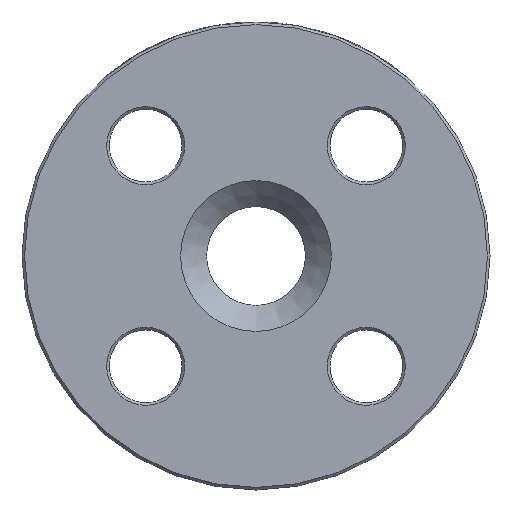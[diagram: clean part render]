
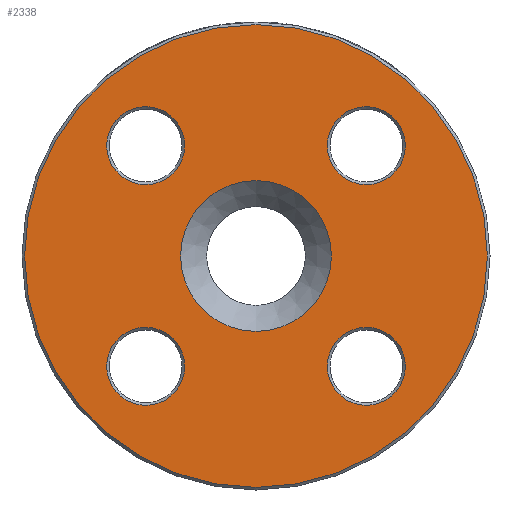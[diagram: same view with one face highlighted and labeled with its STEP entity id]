
A CAD part, left-side view. The second image highlights one B-rep face of the part: STEP entity #2338.
In plain terms, the highlighted planar face has unit normal (-1, 0, 0).
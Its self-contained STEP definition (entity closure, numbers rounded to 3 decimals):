
#61 = AXIS2_PLACEMENT_3D ( 'NONE', #4255, #1148, #2531 ) ;
#122 = VERTEX_POINT ( 'NONE', #3192 ) ;
#125 = EDGE_CURVE ( 'NONE', #2906, #2906, #1281, .T. ) ;
#138 = CIRCLE ( 'NONE', #1589, 7.5 ) ;
#157 = CIRCLE ( 'NONE', #2698, 44.5 ) ;
#212 = FACE_BOUND ( 'NONE', #2420, .T. ) ;
#389 = CARTESIAN_POINT ( 'NONE',  ( 0., 21.213, -21.213 ) ) ;
#424 = CARTESIAN_POINT ( 'NONE',  ( 0., -21.213, 13.713 ) ) ;
#522 = EDGE_LOOP ( 'NONE', ( #2260 ) ) ;
#553 = DIRECTION ( 'NONE',  ( 0., 0., -1. ) ) ;
#597 = EDGE_CURVE ( 'NONE', #122, #122, #4397, .T. ) ;
#857 = VERTEX_POINT ( 'NONE', #1449 ) ;
#1013 = FACE_OUTER_BOUND ( 'NONE', #4281, .T. ) ;
#1119 = DIRECTION ( 'NONE',  ( 0., 0., -1. ) ) ;
#1148 = DIRECTION ( 'NONE',  ( 1., 0., 0. ) ) ;
#1174 = CARTESIAN_POINT ( 'NONE',  ( 0., 21.213, 13.713 ) ) ;
#1251 = EDGE_LOOP ( 'NONE', ( #3093 ) ) ;
#1281 = CIRCLE ( 'NONE', #4191, 7.5 ) ;
#1306 = DIRECTION ( 'NONE',  ( 1., 0., 0. ) ) ;
#1327 = DIRECTION ( 'NONE',  ( 0., 0., -1. ) ) ;
#1336 = EDGE_LOOP ( 'NONE', ( #3544 ) ) ;
#1449 = CARTESIAN_POINT ( 'NONE',  ( 0., -21.213, -28.713 ) ) ;
#1483 = DIRECTION ( 'NONE',  ( 1., 0., 0. ) ) ;
#1497 = CARTESIAN_POINT ( 'NONE',  ( 0., 21.213, -28.713 ) ) ;
#1589 = AXIS2_PLACEMENT_3D ( 'NONE', #4100, #1306, #3836 ) ;
#1596 = DIRECTION ( 'NONE',  ( 1., 0., 0. ) ) ;
#1955 = CIRCLE ( 'NONE', #2307, 7.5 ) ;
#1991 = FACE_BOUND ( 'NONE', #1251, .T. ) ;
#2078 = EDGE_CURVE ( 'NONE', #4259, #4259, #157, .T. ) ;
#2107 = AXIS2_PLACEMENT_3D ( 'NONE', #4098, #4050, #553 ) ;
#2192 = EDGE_CURVE ( 'NONE', #2513, #2513, #2326, .T. ) ;
#2260 = ORIENTED_EDGE ( 'NONE', *, *, #3465, .T. ) ;
#2298 = DIRECTION ( 'NONE',  ( -1., 0., 0. ) ) ;
#2307 = AXIS2_PLACEMENT_3D ( 'NONE', #2594, #1596, #3662 ) ;
#2326 = CIRCLE ( 'NONE', #2925, 7.5 ) ;
#2338 = ADVANCED_FACE ( 'NONE', ( #1991, #1013, #3340, #212, #3383, #3092 ), #3669, .F. ) ;
#2420 = EDGE_LOOP ( 'NONE', ( #2942 ) ) ;
#2513 = VERTEX_POINT ( 'NONE', #1497 ) ;
#2531 = DIRECTION ( 'NONE',  ( 0., 0., -1. ) ) ;
#2584 = CARTESIAN_POINT ( 'NONE',  ( 0., -21.213, 21.213 ) ) ;
#2591 = ORIENTED_EDGE ( 'NONE', *, *, #125, .T. ) ;
#2594 = CARTESIAN_POINT ( 'NONE',  ( 0., -21.213, -21.213 ) ) ;
#2649 = DIRECTION ( 'NONE',  ( 0., 0., -1. ) ) ;
#2698 = AXIS2_PLACEMENT_3D ( 'NONE', #4437, #2298, #1327 ) ;
#2906 = VERTEX_POINT ( 'NONE', #424 ) ;
#2925 = AXIS2_PLACEMENT_3D ( 'NONE', #389, #1483, #1119 ) ;
#2942 = ORIENTED_EDGE ( 'NONE', *, *, #3231, .T. ) ;
#3092 = FACE_BOUND ( 'NONE', #522, .T. ) ;
#3093 = ORIENTED_EDGE ( 'NONE', *, *, #597, .T. ) ;
#3166 = EDGE_LOOP ( 'NONE', ( #2591 ) ) ;
#3192 = CARTESIAN_POINT ( 'NONE',  ( 0., 0., -14.5 ) ) ;
#3231 = EDGE_CURVE ( 'NONE', #857, #857, #1955, .T. ) ;
#3340 = FACE_BOUND ( 'NONE', #3166, .T. ) ;
#3383 = FACE_BOUND ( 'NONE', #1336, .T. ) ;
#3465 = EDGE_CURVE ( 'NONE', #4302, #4302, #138, .T. ) ;
#3544 = ORIENTED_EDGE ( 'NONE', *, *, #2192, .T. ) ;
#3603 = CARTESIAN_POINT ( 'NONE',  ( 0., 0., -44.5 ) ) ;
#3662 = DIRECTION ( 'NONE',  ( 0., 0., -1. ) ) ;
#3669 = PLANE ( 'NONE',  #2107 ) ;
#3836 = DIRECTION ( 'NONE',  ( 0., 0., -1. ) ) ;
#4050 = DIRECTION ( 'NONE',  ( 1., 0., 0. ) ) ;
#4098 = CARTESIAN_POINT ( 'NONE',  ( 0., 9.5, 0. ) ) ;
#4100 = CARTESIAN_POINT ( 'NONE',  ( 0., 21.213, 21.213 ) ) ;
#4191 = AXIS2_PLACEMENT_3D ( 'NONE', #2584, #4372, #2649 ) ;
#4192 = ORIENTED_EDGE ( 'NONE', *, *, #2078, .T. ) ;
#4255 = CARTESIAN_POINT ( 'NONE',  ( 0., 0., 0. ) ) ;
#4259 = VERTEX_POINT ( 'NONE', #3603 ) ;
#4281 = EDGE_LOOP ( 'NONE', ( #4192 ) ) ;
#4302 = VERTEX_POINT ( 'NONE', #1174 ) ;
#4372 = DIRECTION ( 'NONE',  ( 1., 0., 0. ) ) ;
#4397 = CIRCLE ( 'NONE', #61, 14.5 ) ;
#4437 = CARTESIAN_POINT ( 'NONE',  ( 0., 0., 0. ) ) ;
